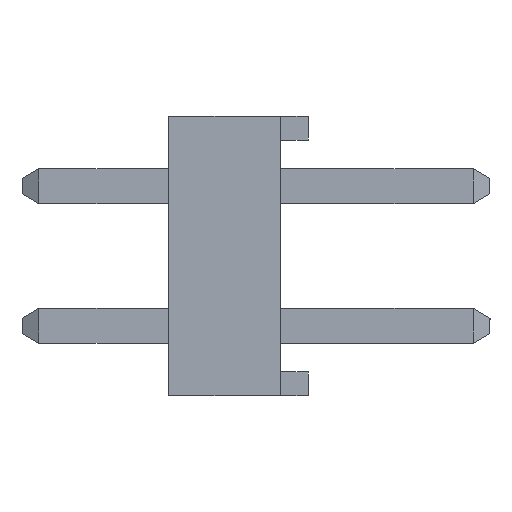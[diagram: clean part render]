
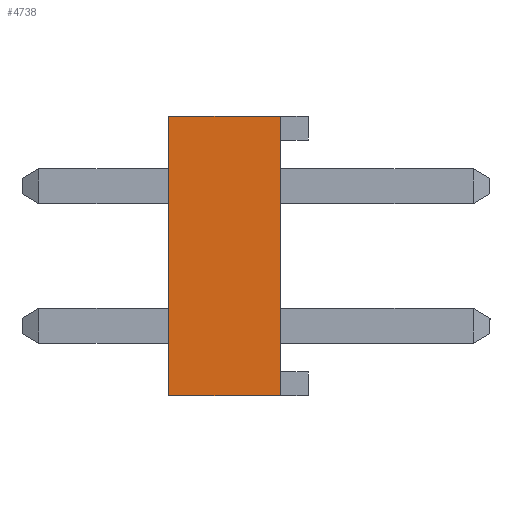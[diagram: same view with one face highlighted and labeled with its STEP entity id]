
A CAD part, left-side view. The second image highlights one B-rep face of the part: STEP entity #4738.
In plain terms, the highlighted planar face has unit normal (-1, 0, 0).
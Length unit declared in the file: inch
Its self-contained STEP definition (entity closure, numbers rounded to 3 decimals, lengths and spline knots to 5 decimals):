
#4738 = ADVANCED_FACE( '', ( #9762 ), #9763, .F. );
#9762 = FACE_OUTER_BOUND( '', #14940, .T. );
#9763 = PLANE( '', #14941 );
#14940 = EDGE_LOOP( '', ( #28951, #28952, #28953, #28954 ) );
#14941 = AXIS2_PLACEMENT_3D( '', #28955, #28956, #28957 );
#28951 = ORIENTED_EDGE( '', *, *, #32932, .F. );
#28952 = ORIENTED_EDGE( '', *, *, #30671, .F. );
#28953 = ORIENTED_EDGE( '', *, *, #35241, .F. );
#28954 = ORIENTED_EDGE( '', *, *, #36074, .T. );
#28955 = CARTESIAN_POINT( '', ( -1., 0.1, -0.1 ) );
#28956 = DIRECTION( '', ( 1., 0., 0. ) );
#28957 = DIRECTION( '', ( 0., 0., -1. ) );
#30671 = EDGE_CURVE( '', #36681, #36683, #36684, .T. );
#32932 = EDGE_CURVE( '', #36683, #40428, #40429, .T. );
#35241 = EDGE_CURVE( '', #43559, #36681, #43561, .T. );
#36074 = EDGE_CURVE( '', #43559, #40428, #44450, .T. );
#36681 = VERTEX_POINT( '', #45236 );
#36683 = VERTEX_POINT( '', #45239 );
#36684 = LINE( '', #45240, #45241 );
#40428 = VERTEX_POINT( '', #50799 );
#40429 = LINE( '', #50800, #50801 );
#43559 = VERTEX_POINT( '', #55639 );
#43561 = LINE( '', #55642, #55643 );
#44450 = LINE( '', #56945, #56946 );
#45236 = CARTESIAN_POINT( '', ( -1., 0.1, 0.1 ) );
#45239 = CARTESIAN_POINT( '', ( -1., 0.02, 0.1 ) );
#45240 = CARTESIAN_POINT( '', ( -1., 0.1, 0.1 ) );
#45241 = VECTOR( '', #57388, 39.37008 );
#50799 = CARTESIAN_POINT( '', ( -1., 0.02, -0.1 ) );
#50800 = CARTESIAN_POINT( '', ( -1., 0.02, -0.1 ) );
#50801 = VECTOR( '', #59203, 39.37008 );
#55639 = CARTESIAN_POINT( '', ( -1., 0.1, -0.1 ) );
#55642 = CARTESIAN_POINT( '', ( -1., 0.1, -0.1 ) );
#55643 = VECTOR( '', #60913, 39.37008 );
#56945 = CARTESIAN_POINT( '', ( -1., 0.1, -0.1 ) );
#56946 = VECTOR( '', #61327, 39.37008 );
#57388 = DIRECTION( '', ( 0., -1., 0. ) );
#59203 = DIRECTION( '', ( 0., 0., -1. ) );
#60913 = DIRECTION( '', ( 0., 0., 1. ) );
#61327 = DIRECTION( '', ( 0., -1., 0. ) );
